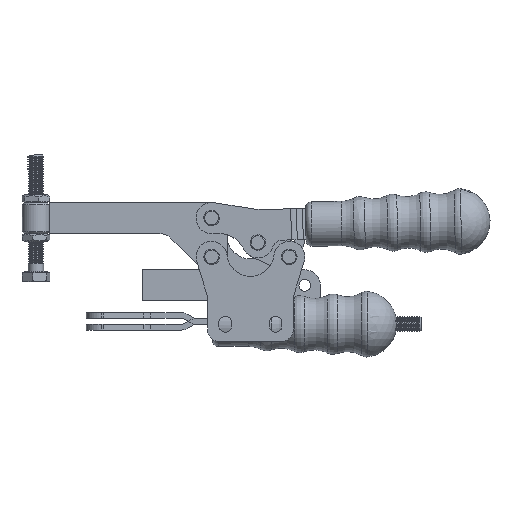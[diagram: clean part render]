
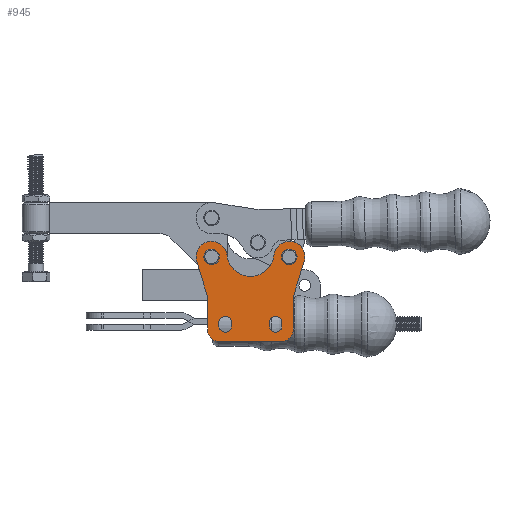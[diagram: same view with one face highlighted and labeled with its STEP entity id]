
A CAD part, front view. The second image highlights one B-rep face of the part: STEP entity #945.
In plain terms, the highlighted planar face has unit normal (0, -1, 0).
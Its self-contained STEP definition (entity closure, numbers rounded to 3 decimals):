
#945 = ADVANCED_FACE( '', ( #2249, #2250, #2251, #2252, #2253 ), #2254, .F. );
#2249 = FACE_OUTER_BOUND( '', #3959, .T. );
#2250 = FACE_BOUND( '', #3960, .T. );
#2251 = FACE_BOUND( '', #3961, .T. );
#2252 = FACE_BOUND( '', #3962, .T. );
#2253 = FACE_BOUND( '', #3963, .T. );
#2254 = PLANE( '', #3964 );
#3959 = EDGE_LOOP( '', ( #6280, #6281, #6282, #6283, #6284, #6285, #6286, #6287, #6288, #6289 ) );
#3960 = EDGE_LOOP( '', ( #6290 ) );
#3961 = EDGE_LOOP( '', ( #6291 ) );
#3962 = EDGE_LOOP( '', ( #6292, #6293, #6294, #6295 ) );
#3963 = EDGE_LOOP( '', ( #6296, #6297, #6298, #6299 ) );
#3964 = AXIS2_PLACEMENT_3D( '', #6300, #6301, #6302 );
#6280 = ORIENTED_EDGE( '', *, *, #8646, .F. );
#6281 = ORIENTED_EDGE( '', *, *, #8647, .F. );
#6282 = ORIENTED_EDGE( '', *, *, #8133, .F. );
#6283 = ORIENTED_EDGE( '', *, *, #8648, .F. );
#6284 = ORIENTED_EDGE( '', *, *, #8649, .F. );
#6285 = ORIENTED_EDGE( '', *, *, #8650, .F. );
#6286 = ORIENTED_EDGE( '', *, *, #8651, .F. );
#6287 = ORIENTED_EDGE( '', *, *, #8652, .F. );
#6288 = ORIENTED_EDGE( '', *, *, #8653, .F. );
#6289 = ORIENTED_EDGE( '', *, *, #8266, .F. );
#6290 = ORIENTED_EDGE( '', *, *, #8154, .F. );
#6291 = ORIENTED_EDGE( '', *, *, #8571, .F. );
#6292 = ORIENTED_EDGE( '', *, *, #8654, .F. );
#6293 = ORIENTED_EDGE( '', *, *, #8068, .F. );
#6294 = ORIENTED_EDGE( '', *, *, #8655, .F. );
#6295 = ORIENTED_EDGE( '', *, *, #8656, .F. );
#6296 = ORIENTED_EDGE( '', *, *, #8137, .T. );
#6297 = ORIENTED_EDGE( '', *, *, #8657, .T. );
#6298 = ORIENTED_EDGE( '', *, *, #8658, .T. );
#6299 = ORIENTED_EDGE( '', *, *, #8467, .T. );
#6300 = CARTESIAN_POINT( '', ( -48., -1.5, 43.7 ) );
#6301 = DIRECTION( '', ( 0., 1., 0. ) );
#6302 = DIRECTION( '', ( 0., 0., 1. ) );
#8068 = EDGE_CURVE( '', #9211, #9213, #9214, .T. );
#8133 = EDGE_CURVE( '', #9324, #9326, #9327, .T. );
#8137 = EDGE_CURVE( '', #9333, #9331, #9334, .T. );
#8154 = EDGE_CURVE( '', #9362, #9362, #9363, .T. );
#8266 = EDGE_CURVE( '', #9551, #9553, #9554, .T. );
#8467 = EDGE_CURVE( '', #9882, #9333, #9883, .T. );
#8571 = EDGE_CURVE( '', #10041, #10041, #10042, .T. );
#8646 = EDGE_CURVE( '', #10156, #9551, #10157, .T. );
#8647 = EDGE_CURVE( '', #9326, #10156, #10158, .T. );
#8648 = EDGE_CURVE( '', #10159, #9324, #10160, .T. );
#8649 = EDGE_CURVE( '', #10161, #10159, #10162, .T. );
#8650 = EDGE_CURVE( '', #10163, #10161, #10164, .T. );
#8651 = EDGE_CURVE( '', #10165, #10163, #10166, .T. );
#8652 = EDGE_CURVE( '', #10167, #10165, #10168, .T. );
#8653 = EDGE_CURVE( '', #9553, #10167, #10169, .T. );
#8654 = EDGE_CURVE( '', #9213, #10170, #10171, .T. );
#8655 = EDGE_CURVE( '', #10172, #9211, #10173, .T. );
#8656 = EDGE_CURVE( '', #10170, #10172, #10174, .T. );
#8657 = EDGE_CURVE( '', #9331, #10175, #10176, .T. );
#8658 = EDGE_CURVE( '', #10175, #9882, #10177, .T. );
#9211 = VERTEX_POINT( '', #10871 );
#9213 = VERTEX_POINT( '', #10874 );
#9214 = CIRCLE( '', #10875, 3.25 );
#9324 = VERTEX_POINT( '', #11069 );
#9326 = VERTEX_POINT( '', #11072 );
#9327 = CIRCLE( '', #11073, 6. );
#9331 = VERTEX_POINT( '', #11078 );
#9333 = VERTEX_POINT( '', #11081 );
#9334 = CIRCLE( '', #11082, 3.25 );
#9362 = VERTEX_POINT( '', #11126 );
#9363 = CIRCLE( '', #11127, 3. );
#9551 = VERTEX_POINT( '', #11403 );
#9553 = VERTEX_POINT( '', #11406 );
#9554 = CIRCLE( '', #11407, 8. );
#9882 = VERTEX_POINT( '', #11783 );
#9883 = LINE( '', #11784, #11785 );
#10041 = VERTEX_POINT( '', #12008 );
#10042 = CIRCLE( '', #12009, 3. );
#10156 = VERTEX_POINT( '', #12155 );
#10157 = LINE( '', #12156, #12157 );
#10158 = LINE( '', #12158, #12159 );
#10159 = VERTEX_POINT( '', #12160 );
#10160 = LINE( '', #12161, #12162 );
#10161 = VERTEX_POINT( '', #12163 );
#10162 = CIRCLE( '', #12164, 6. );
#10163 = VERTEX_POINT( '', #12165 );
#10164 = LINE( '', #12166, #12167 );
#10165 = VERTEX_POINT( '', #12168 );
#10166 = LINE( '', #12169, #12170 );
#10167 = VERTEX_POINT( '', #12171 );
#10168 = CIRCLE( '', #12172, 8. );
#10169 = CIRCLE( '', #12173, 12.1 );
#10170 = VERTEX_POINT( '', #12174 );
#10171 = LINE( '', #12175, #12176 );
#10172 = VERTEX_POINT( '', #12177 );
#10173 = LINE( '', #12178, #12179 );
#10174 = CIRCLE( '', #12180, 3.25 );
#10175 = VERTEX_POINT( '', #12181 );
#10176 = LINE( '', #12182, #12183 );
#10177 = CIRCLE( '', #12184, 3.25 );
#10871 = CARTESIAN_POINT( '', ( -37.75, -1.5, 9.85 ) );
#10874 = CARTESIAN_POINT( '', ( -44.25, -1.5, 9.85 ) );
#10875 = AXIS2_PLACEMENT_3D( '', #13079, #13080, #13081 );
#11069 = CARTESIAN_POINT( '', ( -44., -1.5, 0. ) );
#11072 = CARTESIAN_POINT( '', ( -50., -1.5, 6. ) );
#11073 = AXIS2_PLACEMENT_3D( '', #13173, #13174, #13175 );
#11078 = CARTESIAN_POINT( '', ( -11.75, -1.5, 9.85 ) );
#11081 = CARTESIAN_POINT( '', ( -18.25, -1.5, 9.85 ) );
#11082 = AXIS2_PLACEMENT_3D( '', #13178, #13179, #13180 );
#11126 = CARTESIAN_POINT( '', ( -45., -1.5, 43.7 ) );
#11127 = AXIS2_PLACEMENT_3D( '', #13200, #13201, #13202 );
#11403 = CARTESIAN_POINT( '', ( -55.65, -1.5, 41.361 ) );
#11406 = CARTESIAN_POINT( '', ( -40.035, -1.5, 44.447 ) );
#11407 = AXIS2_PLACEMENT_3D( '', #13394, #13395, #13396 );
#11783 = CARTESIAN_POINT( '', ( -18.25, -1.5, 8.15 ) );
#11784 = CARTESIAN_POINT( '', ( -18.25, -1.5, 8.15 ) );
#11785 = VECTOR( '', #13730, 1000. );
#12008 = CARTESIAN_POINT( '', ( -5., -1.5, 43.7 ) );
#12009 = AXIS2_PLACEMENT_3D( '', #13874, #13875, #13876 );
#12155 = CARTESIAN_POINT( '', ( -50., -1.5, 22.879 ) );
#12156 = CARTESIAN_POINT( '', ( -55.65, -1.5, 41.361 ) );
#12157 = VECTOR( '', #13981, 1000. );
#12158 = CARTESIAN_POINT( '', ( -50., -1.5, 6. ) );
#12159 = VECTOR( '', #13982, 1000. );
#12160 = CARTESIAN_POINT( '', ( -12., -1.5, 0. ) );
#12161 = CARTESIAN_POINT( '', ( -12., -1.5, 0. ) );
#12162 = VECTOR( '', #13983, 1000. );
#12163 = CARTESIAN_POINT( '', ( -6., -1.5, 6. ) );
#12164 = AXIS2_PLACEMENT_3D( '', #13984, #13985, #13986 );
#12165 = CARTESIAN_POINT( '', ( -6., -1.5, 22.879 ) );
#12166 = CARTESIAN_POINT( '', ( -6., -1.5, 6. ) );
#12167 = VECTOR( '', #13987, 1000. );
#12168 = CARTESIAN_POINT( '', ( -0.35, -1.5, 41.361 ) );
#12169 = CARTESIAN_POINT( '', ( -0.35, -1.5, 41.361 ) );
#12170 = VECTOR( '', #13988, 1000. );
#12171 = CARTESIAN_POINT( '', ( -15.965, -1.5, 44.447 ) );
#12172 = AXIS2_PLACEMENT_3D( '', #13989, #13990, #13991 );
#12173 = AXIS2_PLACEMENT_3D( '', #13992, #13993, #13994 );
#12174 = CARTESIAN_POINT( '', ( -44.25, -1.5, 8.15 ) );
#12175 = CARTESIAN_POINT( '', ( -44.25, -1.5, 9.85 ) );
#12176 = VECTOR( '', #13995, 1000. );
#12177 = CARTESIAN_POINT( '', ( -37.75, -1.5, 8.15 ) );
#12178 = CARTESIAN_POINT( '', ( -37.75, -1.5, 8.15 ) );
#12179 = VECTOR( '', #13996, 1000. );
#12180 = AXIS2_PLACEMENT_3D( '', #13997, #13998, #13999 );
#12181 = CARTESIAN_POINT( '', ( -11.75, -1.5, 8.15 ) );
#12182 = CARTESIAN_POINT( '', ( -11.75, -1.5, 9.85 ) );
#12183 = VECTOR( '', #14000, 1000. );
#12184 = AXIS2_PLACEMENT_3D( '', #14001, #14002, #14003 );
#13079 = CARTESIAN_POINT( '', ( -41., -1.5, 9.85 ) );
#13080 = DIRECTION( '', ( 0., -1., 0. ) );
#13081 = DIRECTION( '', ( 1., 0., 0. ) );
#13173 = CARTESIAN_POINT( '', ( -44., -1.5, 6. ) );
#13174 = DIRECTION( '', ( 0., 1., 0. ) );
#13175 = DIRECTION( '', ( 1., 0., 0. ) );
#13178 = CARTESIAN_POINT( '', ( -15., -1.5, 9.85 ) );
#13179 = DIRECTION( '', ( 0., 1., 0. ) );
#13180 = DIRECTION( '', ( -1., 0., 0. ) );
#13200 = CARTESIAN_POINT( '', ( -48., -1.5, 43.7 ) );
#13201 = DIRECTION( '', ( 0., -1., 0. ) );
#13202 = DIRECTION( '', ( 1., 0., 0. ) );
#13394 = CARTESIAN_POINT( '', ( -48., -1.5, 43.7 ) );
#13395 = DIRECTION( '', ( 0., 1., 0. ) );
#13396 = DIRECTION( '', ( 1., 0., 0. ) );
#13730 = DIRECTION( '', ( 0., 0., 1. ) );
#13874 = CARTESIAN_POINT( '', ( -8., -1.5, 43.7 ) );
#13875 = DIRECTION( '', ( 0., -1., 0. ) );
#13876 = DIRECTION( '', ( 1., 0., 0. ) );
#13981 = DIRECTION( '', ( -0.292, 0., 0.956 ) );
#13982 = DIRECTION( '', ( 0., 0., 1. ) );
#13983 = DIRECTION( '', ( -1., 0., 0. ) );
#13984 = CARTESIAN_POINT( '', ( -12., -1.5, 6. ) );
#13985 = DIRECTION( '', ( 0., 1., 0. ) );
#13986 = DIRECTION( '', ( 1., 0., 0. ) );
#13987 = DIRECTION( '', ( 0., 0., -1. ) );
#13988 = DIRECTION( '', ( -0.292, 0., -0.956 ) );
#13989 = CARTESIAN_POINT( '', ( -8., -1.5, 43.7 ) );
#13990 = DIRECTION( '', ( 0., 1., 0. ) );
#13991 = DIRECTION( '', ( -1., 0., 0. ) );
#13992 = CARTESIAN_POINT( '', ( -28., -1.5, 45.7 ) );
#13993 = DIRECTION( '', ( 0., -1., 0. ) );
#13994 = DIRECTION( '', ( 1., 0., 0. ) );
#13995 = DIRECTION( '', ( 0., 0., -1. ) );
#13996 = DIRECTION( '', ( 0., 0., 1. ) );
#13997 = CARTESIAN_POINT( '', ( -41., -1.5, 8.15 ) );
#13998 = DIRECTION( '', ( 0., -1., 0. ) );
#13999 = DIRECTION( '', ( -1., 0., 0. ) );
#14000 = DIRECTION( '', ( 0., 0., -1. ) );
#14001 = CARTESIAN_POINT( '', ( -15., -1.5, 8.15 ) );
#14002 = DIRECTION( '', ( 0., 1., 0. ) );
#14003 = DIRECTION( '', ( 1., 0., 0. ) );
